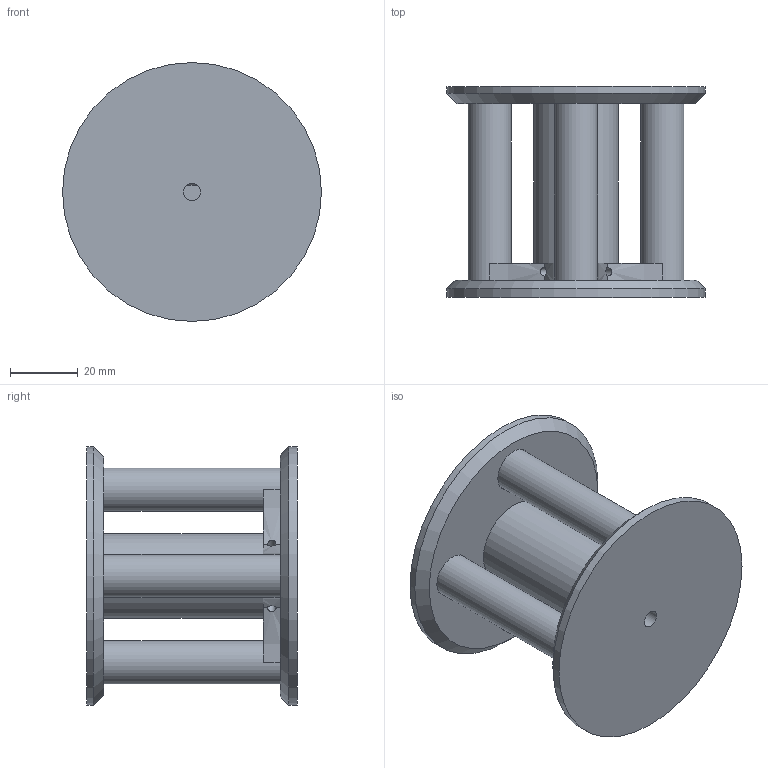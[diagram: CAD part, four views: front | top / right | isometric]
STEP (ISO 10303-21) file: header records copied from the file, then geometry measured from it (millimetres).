
FILE_DESCRIPTION(/* description */ (''),/* implementation_level */ '2;1');
FILE_NAME(/* name */ 'Spinning Bobbin v1.step',/* time_stamp */ '2024-06-27T12:54:29-04:00',/* author */ (''),/* organization */ (''),/* preprocessor_version */ 'ST-DEVELOPER v20',/* originating_system */ 'Autodesk Translation Framework v13.14.0.145',/* authorisation */ '');
FILE_SCHEMA (('AUTOMOTIVE_DESIGN { 1 0 10303 214 3 1 1 }'));
Length unit declared in the file: millimetre
Products named in the file (1): Spinning Bobbin
Bounding box: 76.2 x 62 x 76.2 mm (x, y, z)
Volume: 96269.9 mm3; surface area: 34231.5 mm2
Topology: 2 solids, 2 shells, 55 faces, 129 edges, 82 vertices
Faces by surface type: cylinder 26, plane 19, cone 10
Full cylindrical faces by diameter (mm): 2.5 x4, 5.1 x1, 12.68 x1, 12.7 x4, 12.75 x1, 13.05 x4, 25 x1, 76.2 x2
Entity records: 1887 total; most frequent: CARTESIAN_POINT 543, DIRECTION 289, ORIENTED_EDGE 258, EDGE_CURVE 129, AXIS2_PLACEMENT_3D 120, VERTEX_POINT 82, EDGE_LOOP 69, CIRCLE 62
